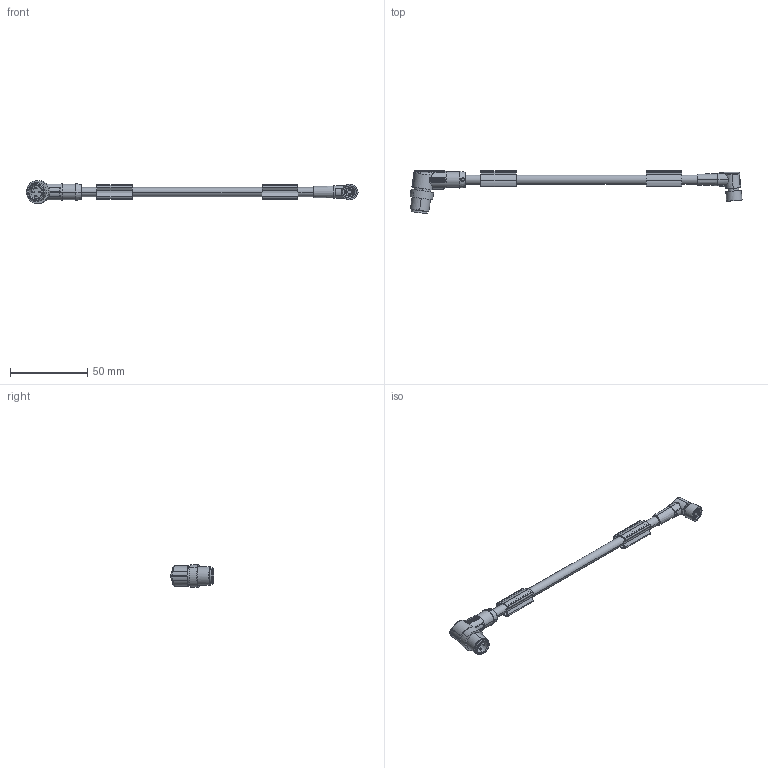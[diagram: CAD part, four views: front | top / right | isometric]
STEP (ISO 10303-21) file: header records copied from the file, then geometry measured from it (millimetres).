
FILE_DESCRIPTION(('SolidDesigner STEP Export'),'2;1');
FILE_NAME('1671577.stp','2011-12-01T14:33:06',(''),(''),'CoCreate Modeling STEP processor for AP214 (Solid Model)','CoCreate Modeling 16.00A 16-Aug-2008 (C) Parametric Technology GmbH','');
FILE_SCHEMA(('AUTOMOTIVE_DESIGN { 1 0 10303 214 1 1 1 1 }'));
Length unit declared in the file: millimetre
Products named in the file (2): 1671577
Assembly tree (1 placements, depth 2):
  1671577
    1671577
Bounding box: 214.61 x 28.14 x 14.76 mm (x, y, z)
Volume: 11962.5 mm3; surface area: 9552 mm2
Topology: 1 solids, 1 shells, 615 faces, 1654 edges, 1105 vertices
Faces by surface type: plane 352, cylinder 154, extrusion 73, cone 25, torus 6, bspline 5
Entity records: 31482 total; most frequent: CARTESIAN_POINT 12003, ORIENTED_EDGE 3308, DIRECTION 2541, EDGE_CURVE 1654, VECTOR 1149, VERTEX_POINT 1105, LINE 1071, AXIS2_PLACEMENT_3D 696
